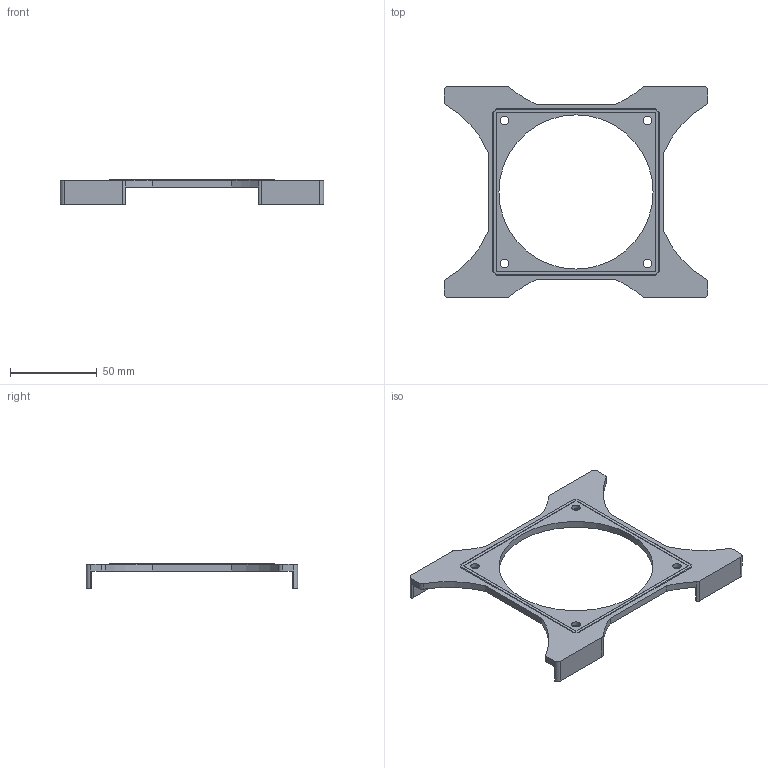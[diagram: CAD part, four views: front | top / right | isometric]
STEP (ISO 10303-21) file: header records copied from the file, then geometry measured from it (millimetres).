
FILE_DESCRIPTION(/* description */ (''),/* implementation_level */ '2;1');
FILE_NAME(/* name */ 'qodfan.step',/* time_stamp */ '2022-05-16T19:14:52+03:00',/* author */ (''),/* organization */ (''),/* preprocessor_version */ 'ST-DEVELOPER v18.1',/* originating_system */ 'Autodesk Translation Framework v10.14.0.1471',/* authorisation */ '');
FILE_SCHEMA (('AUTOMOTIVE_DESIGN { 1 0 10303 214 3 1 1 }'));
Length unit declared in the file: millimetre
Products named in the file (1): (Unsaved)
Bounding box: 152 x 122 x 14.25 mm (x, y, z)
Volume: 32044.7 mm3; surface area: 20760.9 mm2
Topology: 1 solids, 1 shells, 73 faces, 198 edges, 129 vertices
Faces by surface type: plane 36, cylinder 33, cone 4
Full cylindrical faces by diameter (mm): 5 x4, 89 x1
Entity records: 2366 total; most frequent: DIRECTION 419, CARTESIAN_POINT 401, ORIENTED_EDGE 396, EDGE_CURVE 198, AXIS2_PLACEMENT_3D 147, VERTEX_POINT 129, LINE 125, VECTOR 125
